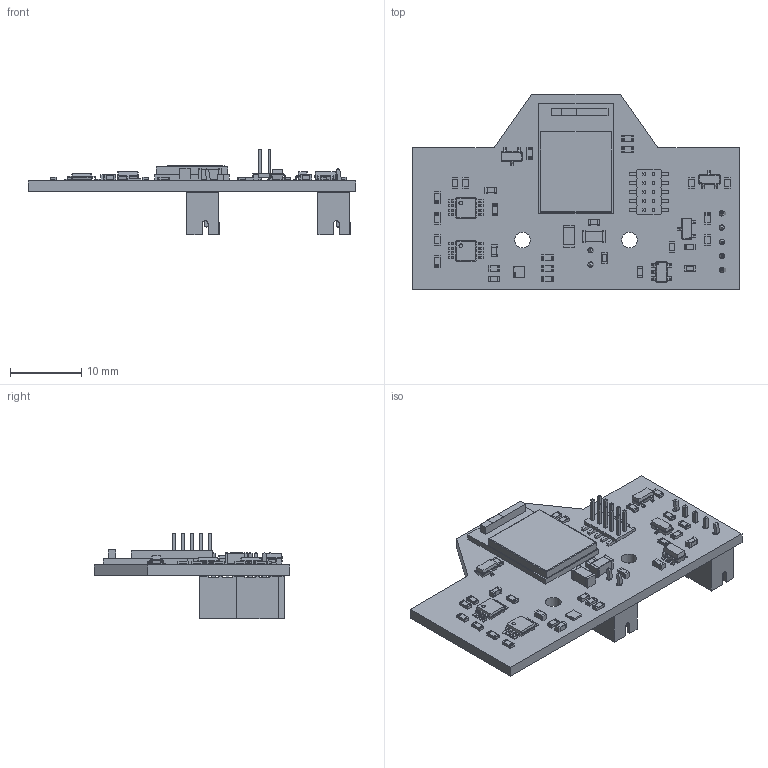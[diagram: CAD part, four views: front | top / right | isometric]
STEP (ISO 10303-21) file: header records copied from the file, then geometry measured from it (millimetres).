
FILE_DESCRIPTION(('KiCad electronic assembly'),'2;1');
FILE_NAME('Test_5-step.step','2026-03-06T18:12:49',('Pcbnew'),('Kicad'), 'Open CASCADE STEP processor 7.8','KiCad to STEP converter','Unknown' );
FILE_SCHEMA(('AUTOMOTIVE_DESIGN { 1 0 10303 214 1 1 1 1 }'));
Length unit declared in the file: millimetre
Products named in the file (14): Test_5-step 1; C_0603_1608Metric; R_0603_1608Metric; Texas_DSBGA-9_1.62x1.58mm_Layout3x3_P0.5mm; Raytac_MDBT50Q; SOT-23-5; L_0603_1608Metric; C_1206_3216Metric; SOT-23; MSOP-8_3x3mm_P0.65mm; PinHeader_2x05_P1.27mm_Vertical_SMD; JST_PH_B5B-PH-K_1x05_P2.00mm_Vertical; JST_PH_B2B-PH-K_1x02_P2.00mm_Vertical; kibot_ohkzw2s0_PCB
Assembly tree (41 placements, depth 2):
  Test_5-step 1
    C_0603_1608Metric  x6
    R_0603_1608Metric  x20
    Texas_DSBGA-9_1.62x1.58mm_Layout3x3_P0.5mm
    Raytac_MDBT50Q
    SOT-23-5
    L_0603_1608Metric
    C_1206_3216Metric  x2
    SOT-23  x3
    MSOP-8_3x3mm_P0.65mm  x2
    PinHeader_2x05_P1.27mm_Vertical_SMD
    JST_PH_B5B-PH-K_1x05_P2.00mm_Vertical
    JST_PH_B2B-PH-K_1x02_P2.00mm_Vertical
    kibot_ohkzw2s0_PCB
Bounding box: 46 x 27.5 x 12.09 mm (x, y, z)
Volume: 2181.8 mm3; surface area: 4235.6 mm2
Topology: 44 solids, 44 shells, 2167 faces, 5682 edges, 3660 vertices
Faces by surface type: plane 1538, cylinder 417, bspline 194, sphere 18
Full cylindrical faces by diameter (mm): 0.75 x7, 2.2 x2
Entity records: 47030 total; most frequent: CARTESIAN_POINT 8148, ORIENTED_EDGE 6402, DIRECTION 5461, EDGE_CURVE 3201, LINE 2593, VECTOR 2593, VERTEX_POINT 2073, AXIS2_PLACEMENT_3D 1434
